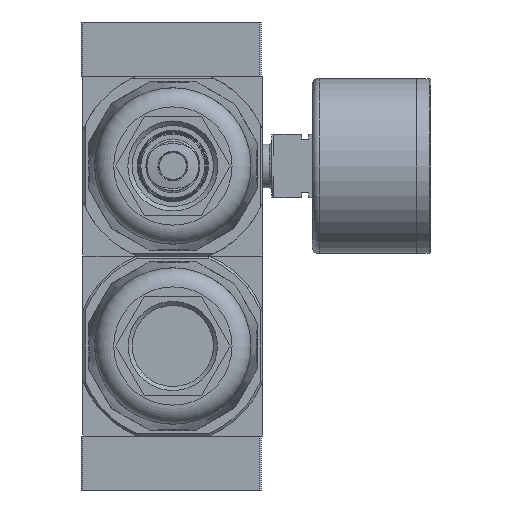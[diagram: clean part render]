
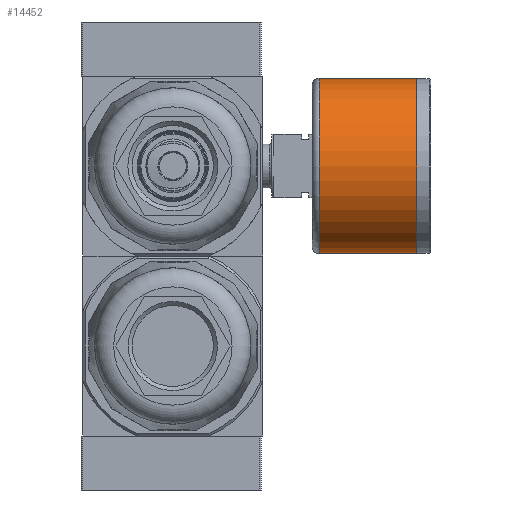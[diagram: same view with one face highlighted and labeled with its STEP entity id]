
A CAD part, front view. The second image highlights one B-rep face of the part: STEP entity #14452.
In plain terms, the highlighted cylindrical face has radius 19.5 mm (diameter 39 mm), a full revolution.
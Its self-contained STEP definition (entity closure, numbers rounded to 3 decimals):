
#799=CYLINDRICAL_SURFACE('',#20394,19.5);
#1308=CIRCLE('',#20393,19.5);
#1309=CIRCLE('',#20395,19.5);
#3781=ORIENTED_EDGE('',*,*,#6942,.F.);
#3782=ORIENTED_EDGE('',*,*,#6943,.T.);
#6942=EDGE_CURVE('',#8727,#8727,#1308,.T.);
#6943=EDGE_CURVE('',#8728,#8728,#1309,.T.);
#8727=VERTEX_POINT('',#28269);
#8728=VERTEX_POINT('',#28272);
#11880=EDGE_LOOP('',(#3781));
#11881=EDGE_LOOP('',(#3782));
#13013=FACE_BOUND('',#11880,.T.);
#13014=FACE_BOUND('',#11881,.T.);
#14452=ADVANCED_FACE('',(#13013,#13014),#799,.T.);
#20393=AXIS2_PLACEMENT_3D('',#28268,#23435,#23436);
#20394=AXIS2_PLACEMENT_3D('',#28270,#23437,#23438);
#20395=AXIS2_PLACEMENT_3D('',#28271,#23439,#23440);
#23435=DIRECTION('',(1.,0.,0.));
#23436=DIRECTION('',(0.,0.,-1.));
#23437=DIRECTION('',(1.,0.,0.));
#23438=DIRECTION('',(0.,0.,-1.));
#23439=DIRECTION('',(1.,0.,0.));
#23440=DIRECTION('',(0.,0.,-1.));
#28268=CARTESIAN_POINT('',(-3.2,0.,0.));
#28269=CARTESIAN_POINT('',(-3.2,0.,-19.5));
#28270=CARTESIAN_POINT('',(0.,0.,0.));
#28271=CARTESIAN_POINT('',(-24.85,0.,0.));
#28272=CARTESIAN_POINT('',(-24.85,0.,-19.5));
